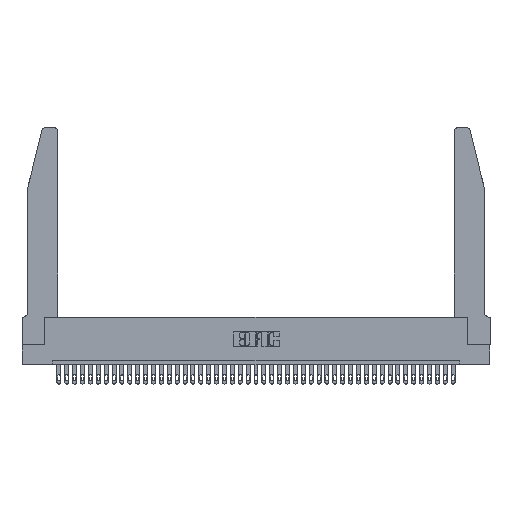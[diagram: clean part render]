
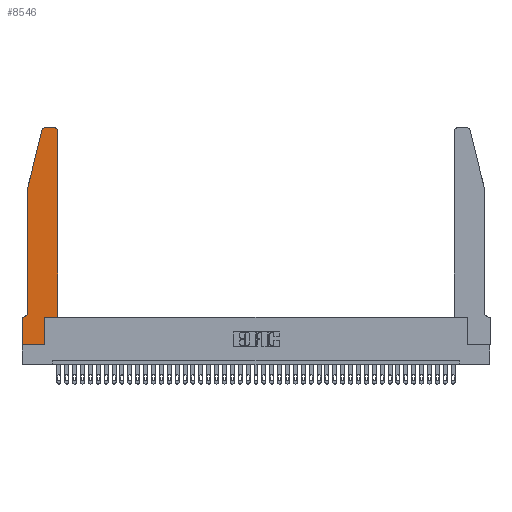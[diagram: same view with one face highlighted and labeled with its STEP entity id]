
A CAD part, top view. The second image highlights one B-rep face of the part: STEP entity #8546.
In plain terms, the highlighted planar face has unit normal (0, 0, 1).
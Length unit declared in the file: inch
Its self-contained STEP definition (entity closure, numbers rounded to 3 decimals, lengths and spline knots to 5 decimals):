
#362 = AXIS2_PLACEMENT_3D ( 'NONE', #28535, #36152, #35356 ) ;
#496 = EDGE_CURVE ( 'NONE', #1063, #29514, #34896, .T. ) ;
#965 = VERTEX_POINT ( 'NONE', #34453 ) ;
#1063 = VERTEX_POINT ( 'NONE', #18532 ) ;
#1183 = CARTESIAN_POINT ( 'NONE',  ( 0.0755, 2., 0.37 ) ) ;
#1845 = CARTESIAN_POINT ( 'NONE',  ( 0.4505, 0.35, 0.37 ) ) ;
#1870 = DIRECTION ( 'NONE',  ( 0., 1., 0. ) ) ;
#2203 = CARTESIAN_POINT ( 'NONE',  ( 0.2865, 0.35, 0.37 ) ) ;
#2789 = CARTESIAN_POINT ( 'NONE',  ( 0.0755, 0.35, 0.37 ) ) ;
#3465 = CARTESIAN_POINT ( 'NONE',  ( 0.4505, 0.35, 0.37 ) ) ;
#4280 = CARTESIAN_POINT ( 'NONE',  ( 0., 0., 0.37 ) ) ;
#5223 = CARTESIAN_POINT ( 'NONE',  ( 0.2605, 2.75, 0.37 ) ) ;
#5434 = DIRECTION ( 'NONE',  ( 0., 0., 1. ) ) ;
#5573 = VECTOR ( 'NONE', #20741, 39.37008 ) ;
#5870 = VERTEX_POINT ( 'NONE', #10907 ) ;
#5941 = CARTESIAN_POINT ( 'NONE',  ( 0.2865, 0., 0.37 ) ) ;
#5955 = CARTESIAN_POINT ( 'NONE',  ( 0.0755, 2., 0.37 ) ) ;
#6149 = CARTESIAN_POINT ( 'NONE',  ( 0., 0.35, 0.37 ) ) ;
#6397 = CARTESIAN_POINT ( 'NONE',  ( 0., 0., 0.37 ) ) ;
#7632 = EDGE_CURVE ( 'NONE', #29284, #5870, #28055, .T. ) ;
#7942 = DIRECTION ( 'NONE',  ( 0., -1., 0. ) ) ;
#8162 = DIRECTION ( 'NONE',  ( -1., 0., 0. ) ) ;
#8546 = ADVANCED_FACE ( 'NONE', ( #39055 ), #38389, .T. ) ;
#9545 = ORIENTED_EDGE ( 'NONE', *, *, #26684, .T. ) ;
#9555 = CIRCLE ( 'NONE', #362, 0.03 ) ;
#10076 = LINE ( 'NONE', #17931, #15211 ) ;
#10137 = VECTOR ( 'NONE', #20606, 39.37008 ) ;
#10260 = ORIENTED_EDGE ( 'NONE', *, *, #19970, .T. ) ;
#10376 = LINE ( 'NONE', #1183, #34215 ) ;
#10907 = CARTESIAN_POINT ( 'NONE',  ( 0.0055, 0.35, 0.37 ) ) ;
#11082 = VECTOR ( 'NONE', #32644, 39.37008 ) ;
#11169 = ORIENTED_EDGE ( 'NONE', *, *, #17752, .T. ) ;
#11349 = CARTESIAN_POINT ( 'NONE',  ( 0.0755, 2., 0.37 ) ) ;
#11371 = EDGE_CURVE ( 'NONE', #36027, #16397, #9555, .T. ) ;
#12430 = EDGE_CURVE ( 'NONE', #965, #27644, #30693, .T. ) ;
#12500 = ORIENTED_EDGE ( 'NONE', *, *, #38018, .T. ) ;
#13134 = CARTESIAN_POINT ( 'NONE',  ( 0., 0., 0.37 ) ) ;
#13588 = LINE ( 'NONE', #2203, #35862 ) ;
#13638 = EDGE_LOOP ( 'NONE', ( #10260, #24797, #9545, #12500, #21565, #41346, #25009, #11169, #39119, #37646, #41251, #33382 ) ) ;
#14077 = LINE ( 'NONE', #13134, #5573 ) ;
#14164 = VECTOR ( 'NONE', #37309, 39.37008 ) ;
#15168 = DIRECTION ( 'NONE',  ( 1., 0., 0. ) ) ;
#15211 = VECTOR ( 'NONE', #1870, 39.37008 ) ;
#16107 = EDGE_CURVE ( 'NONE', #5870, #1063, #40550, .T. ) ;
#16112 = AXIS2_PLACEMENT_3D ( 'NONE', #37547, #5434, #15168 ) ;
#16395 = VERTEX_POINT ( 'NONE', #5941 ) ;
#16397 = VERTEX_POINT ( 'NONE', #23981 ) ;
#16400 = LINE ( 'NONE', #5223, #31160 ) ;
#16492 = AXIS2_PLACEMENT_3D ( 'NONE', #6149, #28911, #25202 ) ;
#16699 = VECTOR ( 'NONE', #32137, 39.37008 ) ;
#17685 = CARTESIAN_POINT ( 'NONE',  ( 0.4505, 2.72, 0.37 ) ) ;
#17752 = EDGE_CURVE ( 'NONE', #29514, #16395, #14077, .T. ) ;
#17804 = DIRECTION ( 'NONE',  ( 0., 0., -1. ) ) ;
#17931 = CARTESIAN_POINT ( 'NONE',  ( 0.4505, 0.35, 0.37 ) ) ;
#18532 = CARTESIAN_POINT ( 'NONE',  ( 0., 0.35, 0.37 ) ) ;
#19970 = EDGE_CURVE ( 'NONE', #16397, #965, #16400, .T. ) ;
#20559 = VERTEX_POINT ( 'NONE', #39702 ) ;
#20606 = DIRECTION ( 'NONE',  ( -0.239, -0.971, 0. ) ) ;
#20741 = DIRECTION ( 'NONE',  ( 1., 0., 0. ) ) ;
#21565 = ORIENTED_EDGE ( 'NONE', *, *, #7632, .T. ) ;
#22300 = EDGE_CURVE ( 'NONE', #20559, #39846, #25321, .T. ) ;
#23981 = CARTESIAN_POINT ( 'NONE',  ( 0.4205, 2.75, 0.37 ) ) ;
#24797 = ORIENTED_EDGE ( 'NONE', *, *, #12430, .T. ) ;
#25009 = ORIENTED_EDGE ( 'NONE', *, *, #496, .T. ) ;
#25202 = DIRECTION ( 'NONE',  ( 1., 0., 0. ) ) ;
#25321 = LINE ( 'NONE', #1845, #14164 ) ;
#26684 = EDGE_CURVE ( 'NONE', #27644, #29188, #28969, .T. ) ;
#27135 = CARTESIAN_POINT ( 'NONE',  ( 0.0055, 0.42, 0.37 ) ) ;
#27644 = VERTEX_POINT ( 'NONE', #32965 ) ;
#28055 = CIRCLE ( 'NONE', #32723, 0.07 ) ;
#28535 = CARTESIAN_POINT ( 'NONE',  ( 0.4205, 2.72, 0.37 ) ) ;
#28911 = DIRECTION ( 'NONE',  ( 0., 0., 1. ) ) ;
#28969 = LINE ( 'NONE', #11349, #10137 ) ;
#29188 = VERTEX_POINT ( 'NONE', #5955 ) ;
#29284 = VERTEX_POINT ( 'NONE', #29292 ) ;
#29292 = CARTESIAN_POINT ( 'NONE',  ( 0.0755, 0.42, 0.37 ) ) ;
#29514 = VERTEX_POINT ( 'NONE', #4280 ) ;
#30693 = CIRCLE ( 'NONE', #16112, 0.03 ) ;
#30826 = DIRECTION ( 'NONE',  ( -1., 0., 0. ) ) ;
#31160 = VECTOR ( 'NONE', #8162, 39.37008 ) ;
#31547 = EDGE_CURVE ( 'NONE', #16395, #20559, #13588, .T. ) ;
#32137 = DIRECTION ( 'NONE',  ( -1., 0., 0. ) ) ;
#32644 = DIRECTION ( 'NONE',  ( 0., -1., 0. ) ) ;
#32723 = AXIS2_PLACEMENT_3D ( 'NONE', #27135, #17804, #30826 ) ;
#32965 = CARTESIAN_POINT ( 'NONE',  ( 0.25487, 2.72718, 0.37 ) ) ;
#33382 = ORIENTED_EDGE ( 'NONE', *, *, #11371, .T. ) ;
#33938 = DIRECTION ( 'NONE',  ( 0., 1., 0. ) ) ;
#34215 = VECTOR ( 'NONE', #7942, 39.37008 ) ;
#34453 = CARTESIAN_POINT ( 'NONE',  ( 0.284, 2.75, 0.37 ) ) ;
#34896 = LINE ( 'NONE', #6397, #11082 ) ;
#35356 = DIRECTION ( 'NONE',  ( 1., 0., 0. ) ) ;
#35862 = VECTOR ( 'NONE', #33938, 39.37008 ) ;
#36027 = VERTEX_POINT ( 'NONE', #17685 ) ;
#36152 = DIRECTION ( 'NONE',  ( 0., 0., 1. ) ) ;
#37309 = DIRECTION ( 'NONE',  ( 1., 0., 0. ) ) ;
#37547 = CARTESIAN_POINT ( 'NONE',  ( 0.284, 2.72, 0.37 ) ) ;
#37646 = ORIENTED_EDGE ( 'NONE', *, *, #22300, .T. ) ;
#38018 = EDGE_CURVE ( 'NONE', #29188, #29284, #10376, .T. ) ;
#38389 = PLANE ( 'NONE',  #16492 ) ;
#39055 = FACE_OUTER_BOUND ( 'NONE', #13638, .T. ) ;
#39119 = ORIENTED_EDGE ( 'NONE', *, *, #31547, .T. ) ;
#39702 = CARTESIAN_POINT ( 'NONE',  ( 0.2865, 0.35, 0.37 ) ) ;
#39846 = VERTEX_POINT ( 'NONE', #3465 ) ;
#40550 = LINE ( 'NONE', #2789, #16699 ) ;
#41251 = ORIENTED_EDGE ( 'NONE', *, *, #41299, .T. ) ;
#41299 = EDGE_CURVE ( 'NONE', #39846, #36027, #10076, .T. ) ;
#41346 = ORIENTED_EDGE ( 'NONE', *, *, #16107, .T. ) ;
